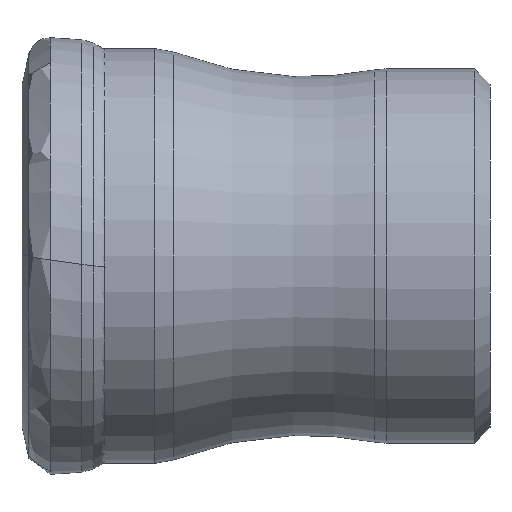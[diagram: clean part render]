
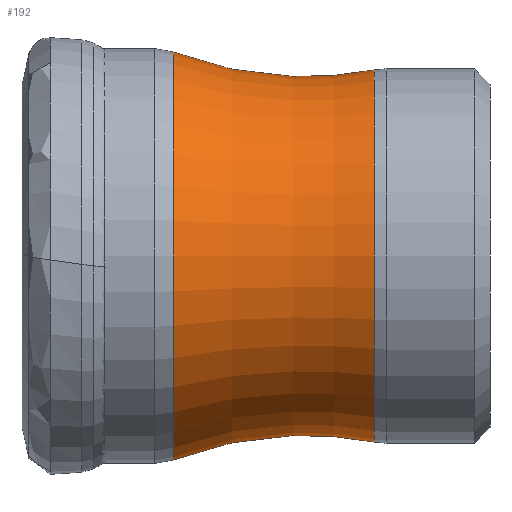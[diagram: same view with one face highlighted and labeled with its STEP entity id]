
A CAD part, front view. The second image highlights one B-rep face of the part: STEP entity #192.
In plain terms, the highlighted toroidal (fillet/blend) face has major radius 52.25 mm and minor radius 35 mm.
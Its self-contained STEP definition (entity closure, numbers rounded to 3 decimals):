
#174=TOROIDAL_SURFACE('',#698,52.25,35.);
#192=ADVANCED_FACE('',(#260,#261),#174,.F.);
#260=FACE_BOUND('',#296,.T.);
#261=FACE_BOUND('',#297,.T.);
#296=EDGE_LOOP('',(#362));
#297=EDGE_LOOP('',(#363));
#362=ORIENTED_EDGE('',*,*,#554,.F.);
#363=ORIENTED_EDGE('',*,*,#553,.T.);
#505=VERTEX_POINT('',#1021);
#506=VERTEX_POINT('',#1024);
#553=EDGE_CURVE('',#505,#505,#631,.T.);
#554=EDGE_CURVE('',#506,#506,#632,.T.);
#631=CIRCLE('',#695,17.89);
#632=CIRCLE('',#697,19.613);
#695=AXIS2_PLACEMENT_3D('',#1020,#793,#794);
#697=AXIS2_PLACEMENT_3D('',#1023,#797,#798);
#698=AXIS2_PLACEMENT_3D('',#1025,#799,#800);
#793=DIRECTION('',(-1.,0.,0.));
#794=DIRECTION('',(0.,0.,1.));
#797=DIRECTION('',(-1.,0.,0.));
#798=DIRECTION('',(0.,0.,1.));
#799=DIRECTION('',(-1.,0.,0.));
#800=DIRECTION('',(0.,0.,1.));
#1020=CARTESIAN_POINT('',(33.858,0.,0.));
#1021=CARTESIAN_POINT('',(33.858,0.,17.89));
#1023=CARTESIAN_POINT('',(14.553,0.,0.));
#1024=CARTESIAN_POINT('',(14.553,0.,19.613));
#1025=CARTESIAN_POINT('',(27.194,0.,0.));
